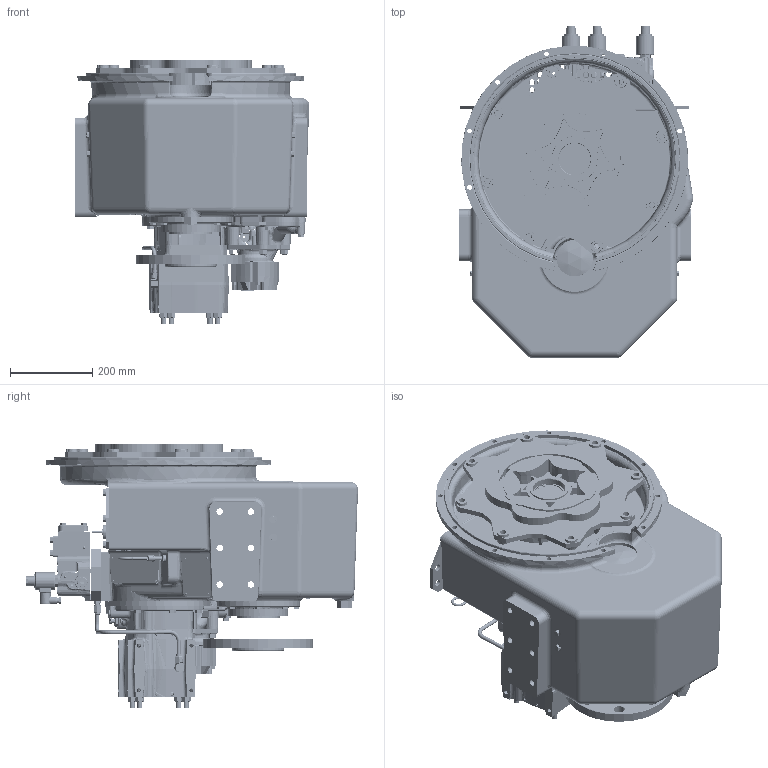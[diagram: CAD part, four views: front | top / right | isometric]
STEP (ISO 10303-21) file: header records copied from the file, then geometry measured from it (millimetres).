
FILE_DESCRIPTION (( 'STEP AP214' ), '1' );
FILE_NAME ('1026877D.STEP', '2017-10-26T15:30:29', ( '' ), ( '' ), 'SwSTEP 2.0', 'SolidWorks 2015', '' );
FILE_SCHEMA (( 'AUTOMOTIVE_DESIGN' ));
Length unit declared in the file: millimetre
Products named in the file (1): 1026877D
Bounding box: 571.47 x 808.82 x 645.43 mm (x, y, z)
Surface area: 3284423.2 mm2 (no closed solid volume)
Topology: 0 solids, 338 shells, 3793 faces, 15228 edges, 11316 vertices
Faces by surface type: plane 1477, cylinder 972, bspline 685, cone 342, torus 265, sphere 52
Full cylindrical faces by diameter (mm): 2.896 x1, 3 x2, 6 x2, 6.199 x8, 6.35 x3, 7.937 x5, 8.636 x1, 9.525 x13, 9.538 x3, 10 x8, 10.395 x1, 10.716 x2, 11.176 x1, 11.906 x12, 12.09 x1, 12.288 x1, 12.543 x7, 12.705 x2, 12.713 x2, 12.954 x1, 13 x3, 13.325 x1, 14.135 x13, 14.288 x6, 14.732 x1, 15.316 x4, 15.875 x16, 16.256 x1, 16.669 x4, 17.463 x2
Entity records: 251575 total; most frequent: CARTESIAN_POINT 96522, ORIENTED_EDGE 21403, DIRECTION 21074, EDGE_CURVE 14651, VERTEX_POINT 11173, AXIS2_PLACEMENT_3D 7569, VECTOR 5936, LINE 5936
